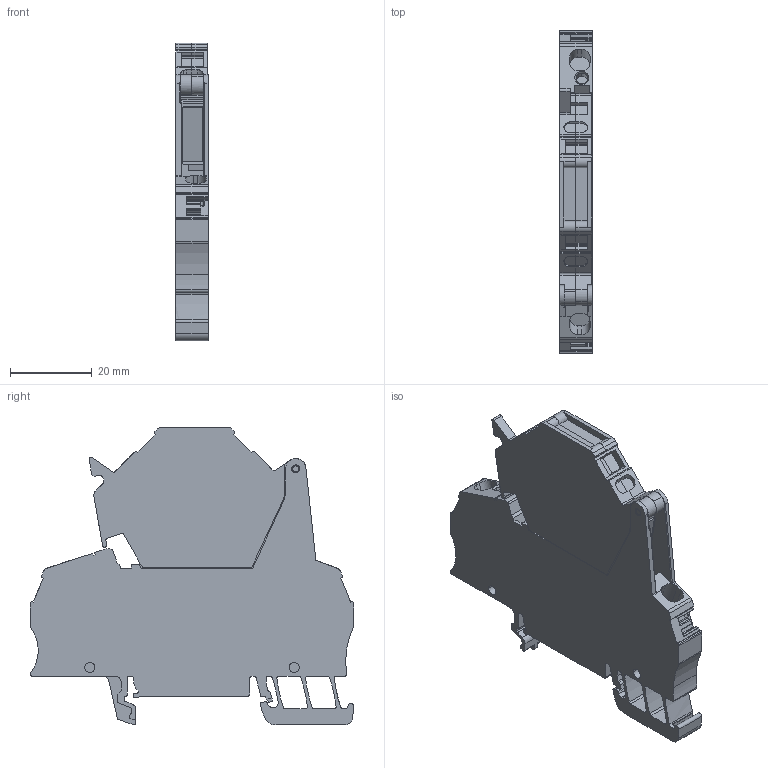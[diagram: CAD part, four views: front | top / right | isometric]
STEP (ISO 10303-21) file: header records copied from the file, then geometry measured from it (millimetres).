
FILE_DESCRIPTION(('CATIA V5 STEP Exchange','CAx-IF Rec.Pracs.--- Model Styling and Organization---1.4--- 2014-01-23'),'2;1');
FILE_NAME ('019966-2_1_1730900000_1730900000.stp','2021-07-08T05:45:13+00:00',('none'),('Weidmueller'),'CATIA Version 5-6 Release 2016 SP3 HF44','CATIA V5 STEP AP214','none');
FILE_SCHEMA(('AUTOMOTIVE_DESIGN { 1 0 10303 214 1 1 1 1 }'));
Length unit declared in the file: millimetre
Products named in the file (1): ZSI 2.5 ..._AllCATPart
Bounding box: 7.9 x 79.05 x 72.85 mm (x, y, z)
Volume: 27472.6 mm3; surface area: 17083.3 mm2
Topology: 3 solids, 3 shells, 604 faces, 1772 edges, 1182 vertices
Faces by surface type: plane 376, cylinder 214, torus 6, bspline 4, sphere 2, cone 2
Entity records: 20661 total; most frequent: CARTESIAN_POINT 4329, ORIENTED_EDGE 3540, DIRECTION 2777, EDGE_CURVE 1770, VECTOR 1292, LINE 1292, VERTEX_POINT 1182, AXIS2_PLACEMENT_3D 938
